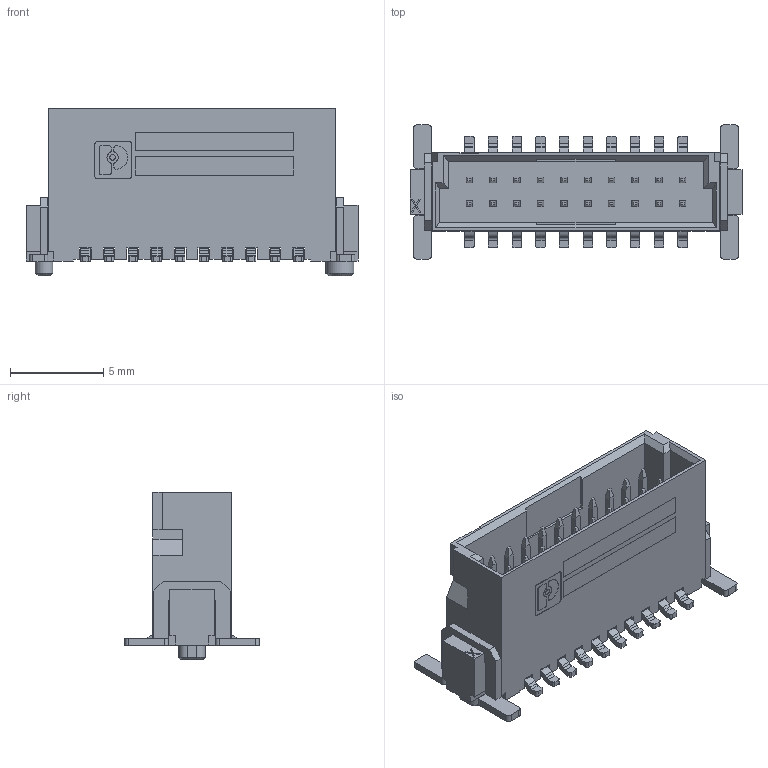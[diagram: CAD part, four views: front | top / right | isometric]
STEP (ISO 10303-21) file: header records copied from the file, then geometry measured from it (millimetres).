
FILE_DESCRIPTION(('STEP AP242'),'1');
FILE_NAME('1337140.stp','2024-05-13T17:54:03',('TraceParts'),('TraceParts S.A.'),'Spatial InterOp 3D',' ',' ');
FILE_SCHEMA(('AP242_MANAGED_MODEL_BASED_3D_ENGINEERING_MIM_LF {1 0 10303 442 1 1 4}'));
Length unit declared in the file: millimetre
Products named in the file (1): 1337140_1
Bounding box: 17.79 x 7.2 x 9 mm (x, y, z)
Volume: 308.1 mm3; surface area: 1187.5 mm2
Topology: 23 solids, 23 shells, 1199 faces, 3341 edges, 2196 vertices
Faces by surface type: plane 996, cylinder 178, extrusion 17, cone 4, bspline 4
Entity records: 48334 total; most frequent: CARTESIAN_POINT 7386, ORIENTED_EDGE 6682, DIRECTION 6078, EDGE_CURVE 3341, VECTOR 2956, LINE 2939, VERTEX_POINT 2196, AXIS2_PLACEMENT_3D 1561
